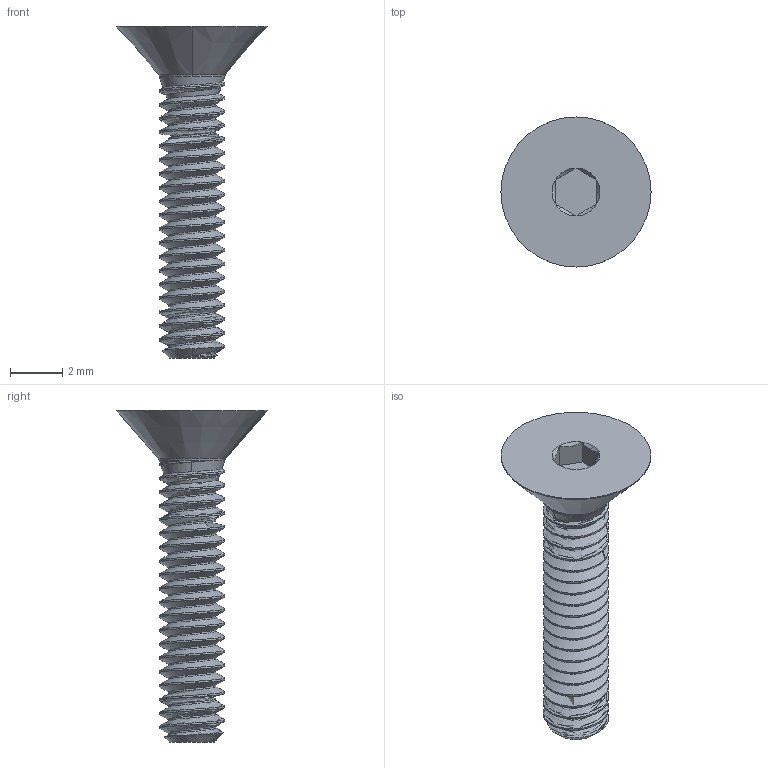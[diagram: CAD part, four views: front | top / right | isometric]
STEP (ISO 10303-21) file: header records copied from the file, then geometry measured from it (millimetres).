
FILE_DESCRIPTION (( 'STEP AP203' ), '1' );
FILE_NAME ('92210A370_18-8 Stainless Steel Hex Drive Flat Head Screw.STEP', '2022-08-30T19:39:37', ( 'Administrator' ), ( 'Managed by Terraform' ), 'SwSTEP 2.0', 'SolidWorks 2017', '' );
FILE_SCHEMA (( 'CONFIG_CONTROL_DESIGN' ));
Length unit declared in the file: inch
Products named in the file (1): 92210A370_18-8 Stainless Steel Hex Drive Flat Head Screw
Bounding box: 5.74 x 5.74 x 12.7 mm (x, y, z)
Volume: 65.6 mm3; surface area: 192.1 mm2
Topology: 1 solids, 1 shells, 73 faces, 192 edges, 122 vertices
Faces by surface type: cylinder 42, cone 17, plane 9, bspline 3, torus 2
Entity records: 4843 total; most frequent: CARTESIAN_POINT 3253, ORIENTED_EDGE 384, DIRECTION 251, EDGE_CURVE 192, VERTEX_POINT 122, AXIS2_PLACEMENT_3D 94, EDGE_LOOP 74, FACE_OUTER_BOUND 73
